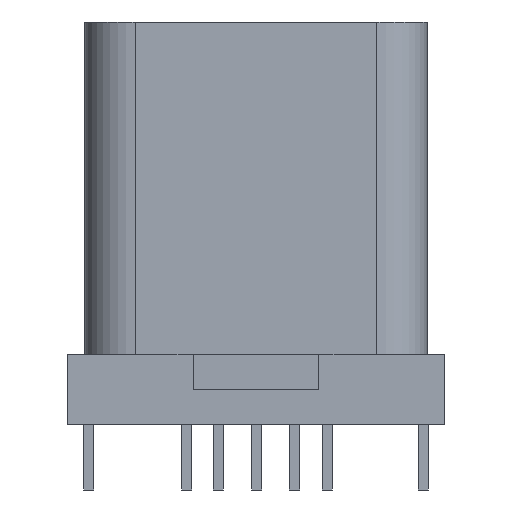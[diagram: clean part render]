
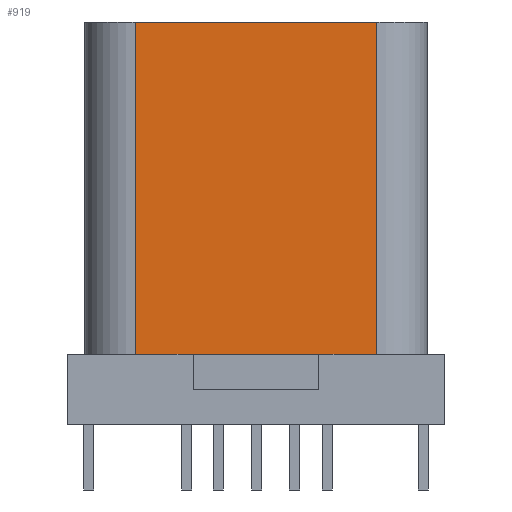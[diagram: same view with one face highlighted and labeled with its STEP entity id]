
A CAD part, front view. The second image highlights one B-rep face of the part: STEP entity #919.
In plain terms, the highlighted planar face has unit normal (0, -1, 0).
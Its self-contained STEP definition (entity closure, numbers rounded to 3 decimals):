
#216 = VERTEX_POINT('',#217);
#217 = CARTESIAN_POINT('',(2.39,-0.25,1.4));
#224 = EDGE_CURVE('',#225,#216,#227,.T.);
#225 = VERTEX_POINT('',#226);
#226 = CARTESIAN_POINT('',(-2.41,-0.25,1.4));
#227 = LINE('',#228,#229);
#228 = CARTESIAN_POINT('',(-2.41,-0.25,1.4));
#229 = VECTOR('',#230,1.);
#230 = DIRECTION('',(1.,0.,0.));
#900 = VERTEX_POINT('',#901);
#901 = CARTESIAN_POINT('',(-2.41,-0.25,8.));
#908 = EDGE_CURVE('',#225,#900,#909,.T.);
#909 = LINE('',#910,#911);
#910 = CARTESIAN_POINT('',(-2.41,-0.25,1.4));
#911 = VECTOR('',#912,1.);
#912 = DIRECTION('',(0.,0.,1.));
#919 = ADVANCED_FACE('',(#920),#938,.F.);
#920 = FACE_BOUND('',#921,.F.);
#921 = EDGE_LOOP('',(#922,#923,#931,#937));
#922 = ORIENTED_EDGE('',*,*,#908,.T.);
#923 = ORIENTED_EDGE('',*,*,#924,.T.);
#924 = EDGE_CURVE('',#900,#925,#927,.T.);
#925 = VERTEX_POINT('',#926);
#926 = CARTESIAN_POINT('',(2.39,-0.25,8.));
#927 = LINE('',#928,#929);
#928 = CARTESIAN_POINT('',(-2.41,-0.25,8.));
#929 = VECTOR('',#930,1.);
#930 = DIRECTION('',(1.,0.,0.));
#931 = ORIENTED_EDGE('',*,*,#932,.F.);
#932 = EDGE_CURVE('',#216,#925,#933,.T.);
#933 = LINE('',#934,#935);
#934 = CARTESIAN_POINT('',(2.39,-0.25,1.4));
#935 = VECTOR('',#936,1.);
#936 = DIRECTION('',(0.,0.,1.));
#937 = ORIENTED_EDGE('',*,*,#224,.F.);
#938 = PLANE('',#939);
#939 = AXIS2_PLACEMENT_3D('',#940,#941,#942);
#940 = CARTESIAN_POINT('',(-2.41,-0.25,1.4));
#941 = DIRECTION('',(0.,1.,0.));
#942 = DIRECTION('',(1.,0.,0.));
